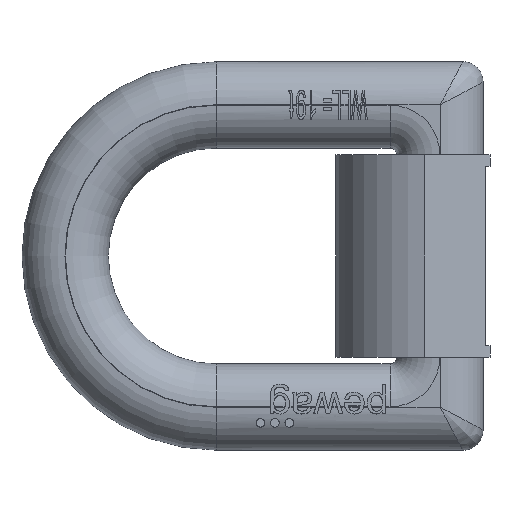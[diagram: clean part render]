
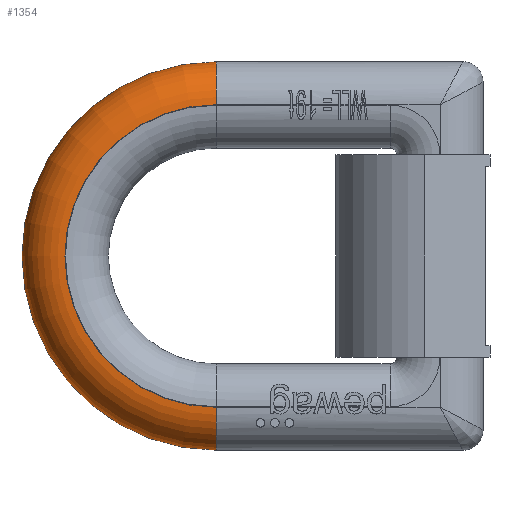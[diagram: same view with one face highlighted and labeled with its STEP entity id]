
A CAD part, left-side view. The second image highlights one B-rep face of the part: STEP entity #1354.
In plain terms, the highlighted toroidal (fillet/blend) face has major radius 66.6 mm and minor radius 18.9 mm.
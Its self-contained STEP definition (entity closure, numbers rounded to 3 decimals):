
#179=TOROIDAL_SURFACE('',#9156,66.6,18.9);
#1354=ADVANCED_FACE('',(#1881),#179,.T.);
#1881=FACE_OUTER_BOUND('',#2339,.T.);
#2339=EDGE_LOOP('',(#3324,#3325,#3326,#3327));
#2785=CIRCLE('',#9048,85.5);
#2807=CIRCLE('',#9093,66.6);
#2809=CIRCLE('',#9102,18.9);
#2823=CIRCLE('',#9124,18.9);
#3324=ORIENTED_EDGE('',*,*,#6641,.T.);
#3325=ORIENTED_EDGE('',*,*,#6558,.F.);
#3326=ORIENTED_EDGE('',*,*,#6573,.F.);
#3327=ORIENTED_EDGE('',*,*,#6458,.F.);
#5561=VERTEX_POINT('',#11367);
#5563=VERTEX_POINT('',#11373);
#5647=VERTEX_POINT('',#11710);
#5648=VERTEX_POINT('',#11712);
#6458=EDGE_CURVE('',#5563,#5561,#2785,.T.);
#6558=EDGE_CURVE('',#5647,#5648,#2807,.T.);
#6573=EDGE_CURVE('',#5561,#5647,#2809,.T.);
#6641=EDGE_CURVE('',#5563,#5648,#2823,.T.);
#9048=AXIS2_PLACEMENT_3D('',#11374,#9642,#9643);
#9093=AXIS2_PLACEMENT_3D('',#11711,#9782,#9783);
#9102=AXIS2_PLACEMENT_3D('',#11745,#9807,#9808);
#9124=AXIS2_PLACEMENT_3D('',#12183,#9869,#9870);
#9156=AXIS2_PLACEMENT_3D('',#12855,#9954,#9955);
#9642=DIRECTION('',(1.,0.,0.));
#9643=DIRECTION('',(0.,0.,1.));
#9782=DIRECTION('',(-1.,0.,0.));
#9783=DIRECTION('',(0.,0.,1.));
#9807=DIRECTION('',(0.,-1.,0.));
#9808=DIRECTION('',(0.,0.,-1.));
#9869=DIRECTION('',(0.,1.,0.));
#9870=DIRECTION('',(0.,0.,1.));
#9954=DIRECTION('',(-1.,0.,0.));
#9955=DIRECTION('',(0.,0.,1.));
#11367=CARTESIAN_POINT('',(-0.1,120.5,85.5));
#11373=CARTESIAN_POINT('',(-0.1,120.5,-85.5));
#11374=CARTESIAN_POINT('',(-0.1,120.5,0.));
#11710=CARTESIAN_POINT('',(-19.,120.5,66.6));
#11711=CARTESIAN_POINT('',(-19.,120.5,0.));
#11712=CARTESIAN_POINT('',(-19.,120.5,-66.6));
#11745=CARTESIAN_POINT('',(-0.1,120.5,66.6));
#12183=CARTESIAN_POINT('',(-0.1,120.5,-66.6));
#12855=CARTESIAN_POINT('',(-0.1,120.5,0.));
